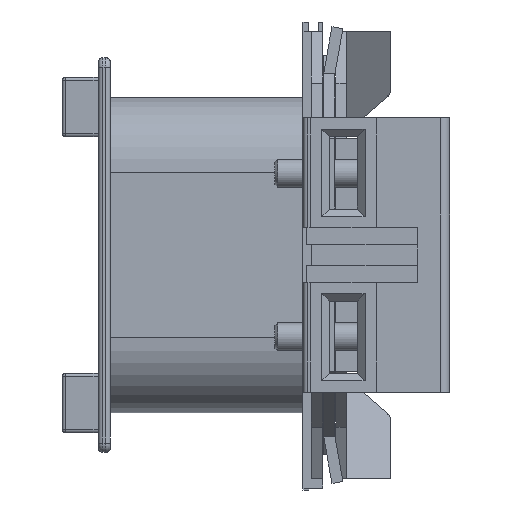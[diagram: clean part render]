
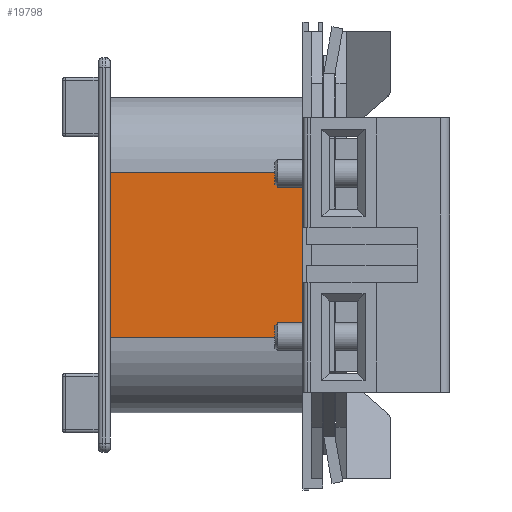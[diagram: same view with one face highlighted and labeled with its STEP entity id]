
A CAD part, left-side view. The second image highlights one B-rep face of the part: STEP entity #19798.
In plain terms, the highlighted planar face has unit normal (-1, 0, 0).
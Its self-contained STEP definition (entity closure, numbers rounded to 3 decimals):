
#309 = CARTESIAN_POINT ( 'NONE',  ( -14.4, 15.6, 16.8 ) ) ;
#427 = EDGE_LOOP ( 'NONE', ( #15180, #741, #7966, #14481 ) ) ;
#741 = ORIENTED_EDGE ( 'NONE', *, *, #9614, .T. ) ;
#2291 = LINE ( 'NONE', #9461, #17799 ) ;
#3297 = DIRECTION ( 'NONE',  ( 0., 0., -1. ) ) ;
#3508 = AXIS2_PLACEMENT_3D ( 'NONE', #16007, #14506, #3297 ) ;
#4136 = LINE ( 'NONE', #309, #12283 ) ;
#4339 = LINE ( 'NONE', #5728, #17288 ) ;
#4980 = VERTEX_POINT ( 'NONE', #6230 ) ;
#5522 = EDGE_CURVE ( 'NONE', #10685, #4980, #20180, .T. ) ;
#5588 = VERTEX_POINT ( 'NONE', #10533 ) ;
#5609 = DIRECTION ( 'NONE',  ( 0., 0., 1. ) ) ;
#5728 = CARTESIAN_POINT ( 'NONE',  ( -14.4, 36.1, -8.8 ) ) ;
#6230 = CARTESIAN_POINT ( 'NONE',  ( -14.4, 36.1, 8.8 ) ) ;
#6361 = PLANE ( 'NONE',  #3508 ) ;
#6843 = DIRECTION ( 'NONE',  ( 0., 0., 1. ) ) ;
#7966 = ORIENTED_EDGE ( 'NONE', *, *, #19967, .T. ) ;
#8391 = CARTESIAN_POINT ( 'NONE',  ( -14.4, 36.1, -8.8 ) ) ;
#9285 = VECTOR ( 'NONE', #5609, 1000. ) ;
#9461 = CARTESIAN_POINT ( 'NONE',  ( -14.4, 36.1, 8.8 ) ) ;
#9614 = EDGE_CURVE ( 'NONE', #10685, #5588, #4339, .T. ) ;
#10509 = EDGE_CURVE ( 'NONE', #13375, #4980, #2291, .T. ) ;
#10533 = CARTESIAN_POINT ( 'NONE',  ( -14.4, 15.6, -8.8 ) ) ;
#10685 = VERTEX_POINT ( 'NONE', #8391 ) ;
#10916 = DIRECTION ( 'NONE',  ( 0., -1., 0. ) ) ;
#11239 = DIRECTION ( 'NONE',  ( 0., 1., 0. ) ) ;
#12283 = VECTOR ( 'NONE', #6843, 1000. ) ;
#13375 = VERTEX_POINT ( 'NONE', #16590 ) ;
#14481 = ORIENTED_EDGE ( 'NONE', *, *, #10509, .T. ) ;
#14506 = DIRECTION ( 'NONE',  ( 1., 0., 0. ) ) ;
#15180 = ORIENTED_EDGE ( 'NONE', *, *, #5522, .F. ) ;
#16007 = CARTESIAN_POINT ( 'NONE',  ( -14.4, 36.1, 16.8 ) ) ;
#16590 = CARTESIAN_POINT ( 'NONE',  ( -14.4, 15.6, 8.8 ) ) ;
#17288 = VECTOR ( 'NONE', #10916, 1000. ) ;
#17799 = VECTOR ( 'NONE', #11239, 1000. ) ;
#18907 = CARTESIAN_POINT ( 'NONE',  ( -14.4, 36.1, 16.8 ) ) ;
#19647 = FACE_OUTER_BOUND ( 'NONE', #427, .T. ) ;
#19798 = ADVANCED_FACE ( 'NONE', ( #19647 ), #6361, .F. ) ;
#19967 = EDGE_CURVE ( 'NONE', #5588, #13375, #4136, .T. ) ;
#20180 = LINE ( 'NONE', #18907, #9285 ) ;
